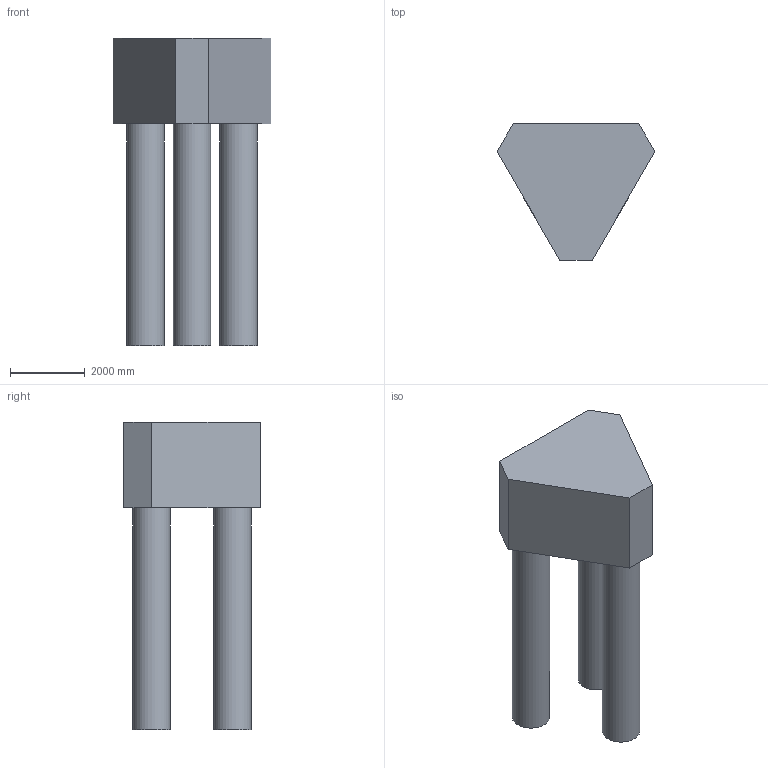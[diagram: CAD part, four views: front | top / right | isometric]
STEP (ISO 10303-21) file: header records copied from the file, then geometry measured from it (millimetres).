
FILE_DESCRIPTION(('FreeCAD Model'),'2;1');
FILE_NAME('Bloco_and_3_pile_assembly.step','2016-12-07T15:39:09',('Author'),(''), 'Open CASCADE STEP processor 6.8','FreeCAD','Unknown');
FILE_SCHEMA(('AUTOMOTIVE_DESIGN_CC2 { 1 2 10303 214 -1 1 5 4 }'));
Length unit declared in the file: millimetre
Products named in the file (2): ASSEMBLY; Bloco_and_3_pile_assembly
Assembly tree (1 placements, depth 2):
  ASSEMBLY
    Bloco_and_3_pile_assembly
Bounding box: 4232 x 3665.02 x 8250 mm (x, y, z)
Volume: 37662453840.1 mm3; surface area: 105837443.3 mm2
Topology: 1 solids, 1 shells, 14 faces, 27 edges, 18 vertices
Faces by surface type: plane 11, cylinder 3
Full cylindrical faces by diameter (mm): 1000 x3
Entity records: 855 total; most frequent: CARTESIAN_POINT 151, DIRECTION 113, LINE 69, VECTOR 69, ORIENTED_EDGE 54, PCURVE 54, DEFINITIONAL_REPRESENTATION 54, EDGE_CURVE 27
